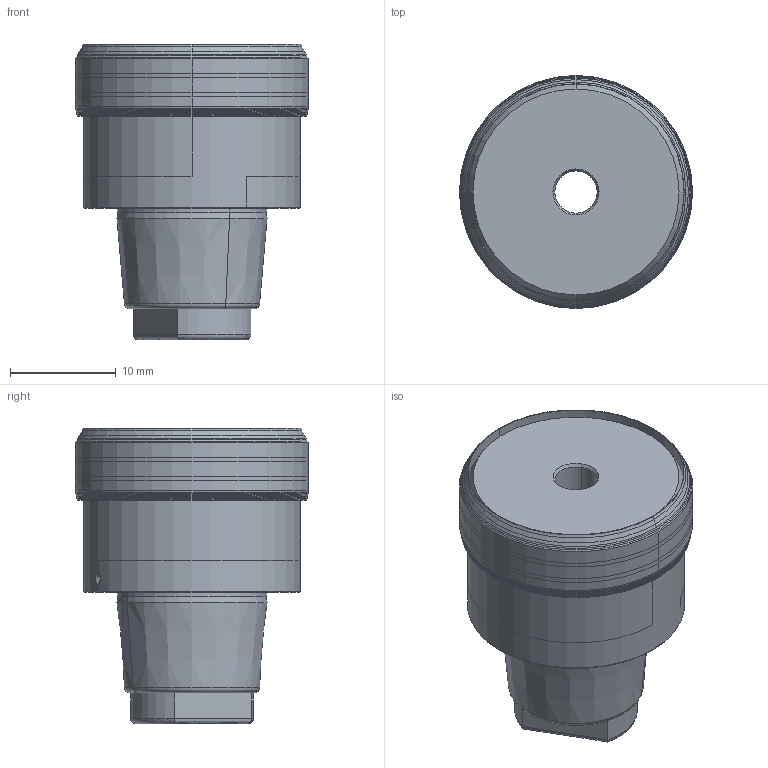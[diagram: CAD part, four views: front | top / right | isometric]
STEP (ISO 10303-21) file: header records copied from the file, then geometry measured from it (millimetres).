
FILE_DESCRIPTION((''),'2;1');
FILE_NAME('DEX','2021-01-21T07:57:31',('weissd'),(''),'CREO PARAMETRIC BY PTC INC, 2019030','CREO PARAMETRIC BY PTC INC, 2019030','');
FILE_SCHEMA(('AP242_MANAGED_MODEL_BASED_3D_ENGINEERING_MIM_LF { 1 0 10303 442 1 1 4 }'));
Length unit declared in the file: millimetre
Products named in the file (1): DEX
Bounding box: 22.02 x 22.02 x 27.95 mm (x, y, z)
Volume: 6306 mm3; surface area: 3412.9 mm2
Topology: 2 solids, 2 shells, 99 faces, 233 edges, 138 vertices
Faces by surface type: cone 60, cylinder 22, plane 9, torus 6, bspline 2
Entity records: 4019 total; most frequent: CARTESIAN_POINT 636, DIRECTION 535, ORIENTED_EDGE 422, PRESENTATION_STYLE_ASSIGNMENT 276, STYLED_ITEM 236, CURVE_STYLE 234, EDGE_CURVE 211, AXIS2_PLACEMENT_3D 210
